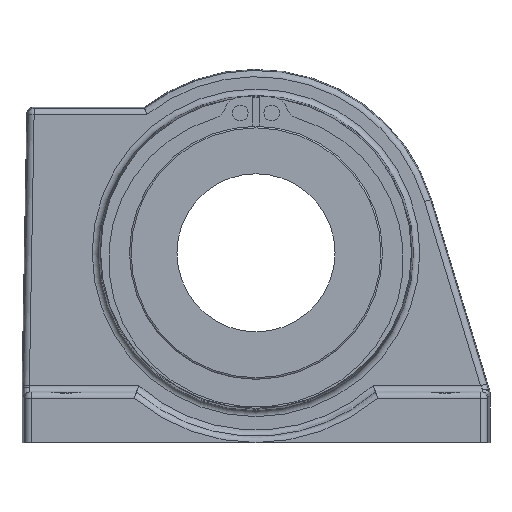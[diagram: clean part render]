
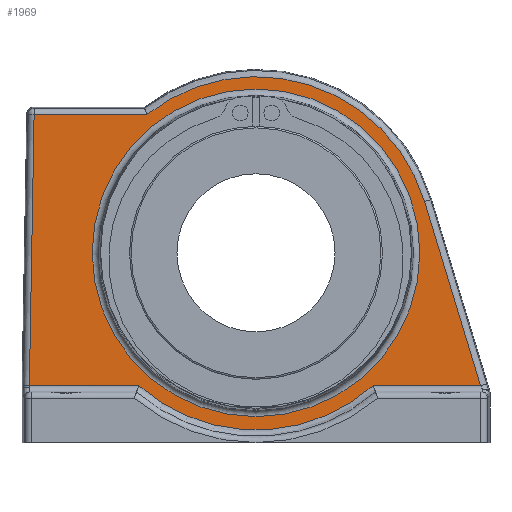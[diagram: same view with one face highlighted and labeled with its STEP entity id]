
A CAD part, front view. The second image highlights one B-rep face of the part: STEP entity #1969.
In plain terms, the highlighted planar face has unit normal (0, -1, 0).
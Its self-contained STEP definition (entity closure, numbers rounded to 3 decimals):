
#57=FACE_BOUND('',#318,.T.);
#98=PLANE('',#2246);
#188=FACE_OUTER_BOUND('',#317,.T.);
#317=EDGE_LOOP('',(#1493,#1494,#1495,#1496,#1497,#1498,#1499));
#318=EDGE_LOOP('',(#1500));
#526=LINE('',#3694,#642);
#527=LINE('',#3696,#643);
#528=LINE('',#3700,#644);
#529=LINE('',#3702,#645);
#530=LINE('',#3703,#646);
#642=VECTOR('',#2698,1000.);
#643=VECTOR('',#2699,1000.);
#644=VECTOR('',#2702,1000.);
#645=VECTOR('',#2703,1000.);
#646=VECTOR('',#2704,1000.);
#708=CIRCLE('',#2177,25.896);
#718=CIRCLE('',#2193,28.);
#741=CIRCLE('',#2247,27.843);
#857=VERTEX_POINT('',#3305);
#872=VERTEX_POINT('',#3366);
#873=VERTEX_POINT('',#3381);
#931=VERTEX_POINT('',#3693);
#932=VERTEX_POINT('',#3695);
#933=VERTEX_POINT('',#3697);
#934=VERTEX_POINT('',#3699);
#935=VERTEX_POINT('',#3701);
#1038=EDGE_CURVE('',#857,#857,#708,.T.);
#1055=EDGE_CURVE('',#873,#872,#718,.T.);
#1153=EDGE_CURVE('',#872,#931,#526,.T.);
#1154=EDGE_CURVE('',#931,#932,#527,.T.);
#1155=EDGE_CURVE('',#932,#933,#741,.T.);
#1156=EDGE_CURVE('',#933,#934,#528,.T.);
#1157=EDGE_CURVE('',#934,#935,#529,.T.);
#1158=EDGE_CURVE('',#935,#873,#530,.T.);
#1493=ORIENTED_EDGE('',*,*,#1055,.T.);
#1494=ORIENTED_EDGE('',*,*,#1153,.T.);
#1495=ORIENTED_EDGE('',*,*,#1154,.T.);
#1496=ORIENTED_EDGE('',*,*,#1155,.T.);
#1497=ORIENTED_EDGE('',*,*,#1156,.T.);
#1498=ORIENTED_EDGE('',*,*,#1157,.T.);
#1499=ORIENTED_EDGE('',*,*,#1158,.T.);
#1500=ORIENTED_EDGE('',*,*,#1038,.T.);
#1969=ADVANCED_FACE('',(#188,#57),#98,.F.);
#2177=AXIS2_PLACEMENT_3D('',#3306,#2488,#2489);
#2193=AXIS2_PLACEMENT_3D('',#3382,#2522,#2523);
#2246=AXIS2_PLACEMENT_3D('',#3692,#2696,#2697);
#2247=AXIS2_PLACEMENT_3D('',#3698,#2700,#2701);
#2488=DIRECTION('center_axis',(0.,1.,0.));
#2489=DIRECTION('ref_axis',(0.,0.,1.));
#2522=DIRECTION('center_axis',(0.,-1.,0.));
#2523=DIRECTION('ref_axis',(0.,0.,1.));
#2696=DIRECTION('center_axis',(0.,1.,0.));
#2697=DIRECTION('ref_axis',(0.,0.,1.));
#2698=DIRECTION('',(-1.,0.,0.));
#2699=DIRECTION('',(0.291,0.,-0.957));
#2700=DIRECTION('center_axis',(0.,-1.,0.));
#2701=DIRECTION('ref_axis',(0.,0.,1.));
#2702=DIRECTION('',(1.,0.,0.));
#2703=DIRECTION('',(0.017,0.,1.));
#2704=DIRECTION('',(-1.,0.,0.));
#3305=CARTESIAN_POINT('',(0.,-10.,-53.896));
#3306=CARTESIAN_POINT('Origin',(0.,-10.,-28.));
#3366=CARTESIAN_POINT('',(-18.52,-10.,-7.));
#3381=CARTESIAN_POINT('',(18.52,-10.,-7.));
#3382=CARTESIAN_POINT('Origin',(0.,-10.,-28.));
#3692=CARTESIAN_POINT('Origin',(0.,-10.,-28.));
#3693=CARTESIAN_POINT('',(-35.486,-10.,-7.));
#3694=CARTESIAN_POINT('',(-36.815,-10.,-7.));
#3695=CARTESIAN_POINT('',(-26.639,-10.,-36.1));
#3696=CARTESIAN_POINT('',(-26.639,-10.,-36.1));
#3697=CARTESIAN_POINT('',(17.266,-10.,-49.843));
#3698=CARTESIAN_POINT('Origin',(0.,-10.,-28.));
#3699=CARTESIAN_POINT('',(35.077,-10.,-49.843));
#3700=CARTESIAN_POINT('',(36.043,-10.,-49.843));
#3701=CARTESIAN_POINT('',(35.825,-10.,-7.));
#3702=CARTESIAN_POINT('',(35.833,-10.,-6.554));
#3703=CARTESIAN_POINT('',(18.894,-10.,-7.));
